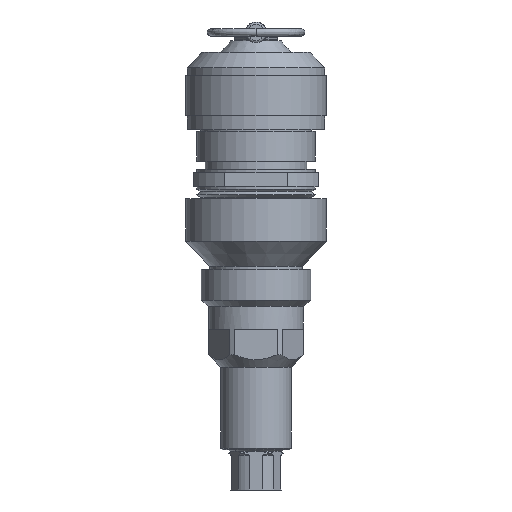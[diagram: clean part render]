
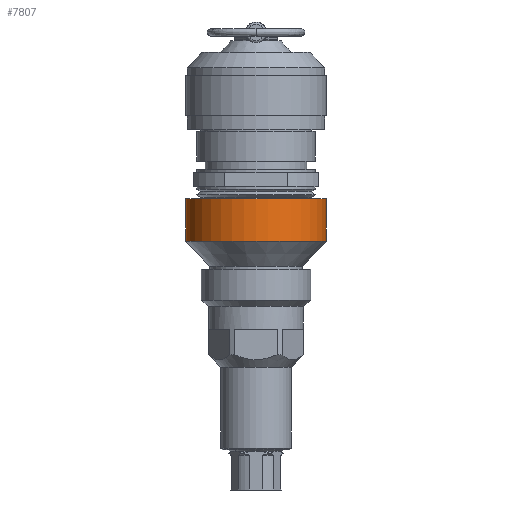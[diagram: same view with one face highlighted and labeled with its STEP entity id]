
A CAD part, front view. The second image highlights one B-rep face of the part: STEP entity #7807.
In plain terms, the highlighted cylindrical face has radius 15.875 mm (diameter 31.75 mm), a full revolution.
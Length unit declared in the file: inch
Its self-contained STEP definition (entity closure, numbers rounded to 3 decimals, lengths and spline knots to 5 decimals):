
#267 = DIRECTION ( 'NONE',  ( 1., 0., 0. ) ) ;
#643 = AXIS2_PLACEMENT_3D ( 'NONE', #2874, #9900, #3867 ) ;
#1659 = CIRCLE ( 'NONE', #8353, 0.625 ) ;
#2253 = DIRECTION ( 'NONE',  ( 0., 0., 1. ) ) ;
#2497 = CARTESIAN_POINT ( 'NONE',  ( 0.625, 0., 0. ) ) ;
#2874 = CARTESIAN_POINT ( 'NONE',  ( 0., 0., 0. ) ) ;
#3867 = DIRECTION ( 'NONE',  ( 1., 0., 0. ) ) ;
#4024 = VERTEX_POINT ( 'NONE', #10384 ) ;
#4749 = EDGE_LOOP ( 'NONE', ( #12623 ) ) ;
#4792 = CIRCLE ( 'NONE', #643, 0.625 ) ;
#5322 = CARTESIAN_POINT ( 'NONE',  ( 0., 0., 0. ) ) ;
#5820 = EDGE_CURVE ( 'NONE', #4024, #4024, #1659, .T. ) ;
#6203 = DIRECTION ( 'NONE',  ( 0., 0., 1. ) ) ;
#6325 = DIRECTION ( 'NONE',  ( 1., 0., 0. ) ) ;
#6532 = FACE_OUTER_BOUND ( 'NONE', #4749, .T. ) ;
#7807 = ADVANCED_FACE ( 'NONE', ( #6532, #11932 ), #8917, .T. ) ;
#8353 = AXIS2_PLACEMENT_3D ( 'NONE', #12302, #6203, #267 ) ;
#8917 = CYLINDRICAL_SURFACE ( 'NONE', #11174, 0.625 ) ;
#9059 = EDGE_CURVE ( 'NONE', #12231, #12231, #4792, .T. ) ;
#9900 = DIRECTION ( 'NONE',  ( 0., 0., 1. ) ) ;
#10384 = CARTESIAN_POINT ( 'NONE',  ( 0.625, 0., -0.375 ) ) ;
#11174 = AXIS2_PLACEMENT_3D ( 'NONE', #5322, #2253, #6325 ) ;
#11647 = EDGE_LOOP ( 'NONE', ( #11662 ) ) ;
#11662 = ORIENTED_EDGE ( 'NONE', *, *, #9059, .F. ) ;
#11932 = FACE_OUTER_BOUND ( 'NONE', #11647, .T. ) ;
#12231 = VERTEX_POINT ( 'NONE', #2497 ) ;
#12302 = CARTESIAN_POINT ( 'NONE',  ( 0., 0., -0.375 ) ) ;
#12623 = ORIENTED_EDGE ( 'NONE', *, *, #5820, .T. ) ;
